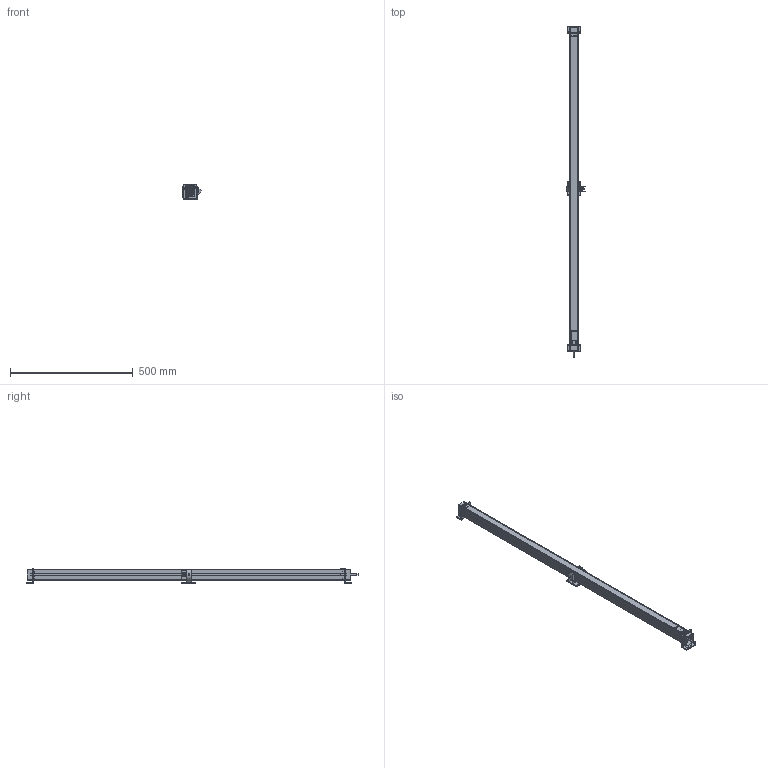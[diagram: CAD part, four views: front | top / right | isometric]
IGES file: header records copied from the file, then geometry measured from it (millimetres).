
Start section:  PTC IGES file: 139524_sm01.igs
Global section: file name: 139524_sm01.igs; native system: Creo Parametric by PTC Inc.; preprocessor: 2022414; author: banengservice; organization: Unknown; date: 20240521.150617; units: millimetre
Bounding box: 78.41 x 1354.68 x 64.38 mm (x, y, z)
Volume: 1880580.9 mm3; surface area: 1492846.4 mm2
Topology: 15 solids, 46 shells, 5290 faces, 26785 edges, 33252 vertices
Faces by surface type: bspline 3522, revolution 1768
